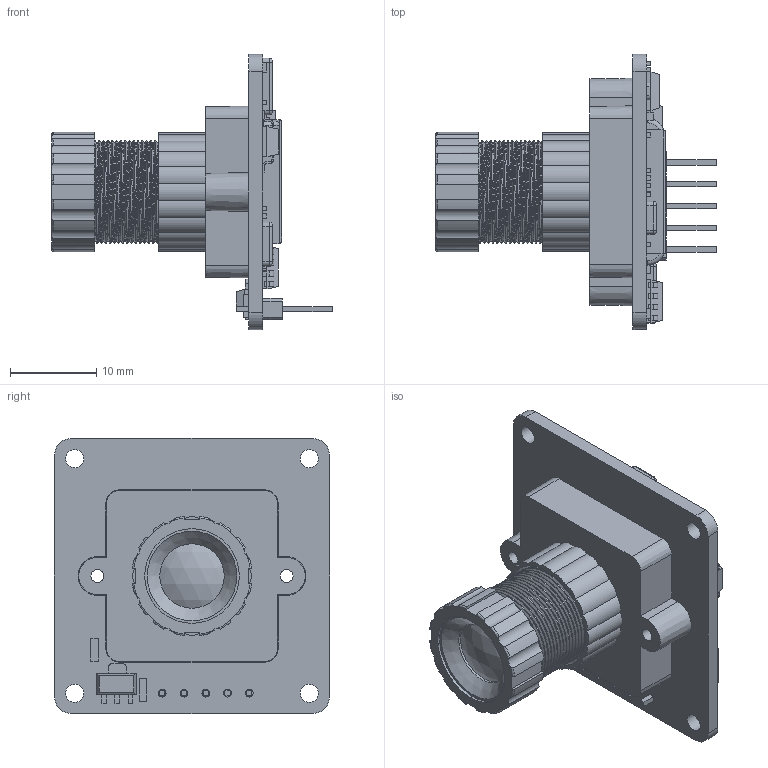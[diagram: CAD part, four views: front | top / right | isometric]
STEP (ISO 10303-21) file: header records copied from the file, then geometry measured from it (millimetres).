
FILE_DESCRIPTION (( 'STEP AP214' ), '1' );
FILE_NAME ('uCAM-III_simplestepmodel_R_4_1.STEP', '2023-07-31T01:46:37', ( '' ), ( '' ), 'SwSTEP 2.0', 'SolidWorks 2021', '' );
FILE_SCHEMA (( 'AUTOMOTIVE_DESIGN' ));
Length unit declared in the file: millimetre
Products named in the file (12): PCB-32X32; 0024_2; uCAM-III_simplestepmodel_R_4_1; ST_6088_A1_SA105_D1700M12_ASM_1_ASM; IC-1; PRT0001; 5017-PR01_3; SA105_D1700M12_3; 648A0600_055_2; 6088-PB01_1; 6088-A1_ASM_5_ASM; PRT0002
Assembly tree (11 placements, depth 4):
  uCAM-III_simplestepmodel_R_4_1
    ST_6088_A1_SA105_D1700M12_ASM_1_ASM
      6088-A1_ASM_5_ASM
        6088-PB01_1
        5017-PR01_3
        0024_2
        648A0600_055_2
      SA105_D1700M12_3
      PCB-32X32
    PRT0001
    IC-1
    PRT0002
Bounding box: 32.64 x 32.01 x 32.01 mm (x, y, z)
Volume: 4064.7 mm3; surface area: 8113.4 mm2
Topology: 37 solids, 37 shells, 796 faces, 1980 edges, 1300 vertices
Faces by surface type: plane 554, cylinder 175, torus 28, bspline 27, cone 11, sphere 1
Full cylindrical faces by diameter (mm): 0.88 x5, 1.5 x2, 1.9 x2, 2.1 x4, 5 x1, 6.5 x1, 7.5 x1, 9 x1, 10 x2, 10.5 x1, 11 x1, 11.4 x1, 11.46 x1, 13 x1
Entity records: 37352 total; most frequent: CARTESIAN_POINT 17687, ORIENTED_EDGE 3888, DIRECTION 3785, EDGE_CURVE 1944, LINE 1453, VECTOR 1453, VERTEX_POINT 1293, AXIS2_PLACEMENT_3D 1166
